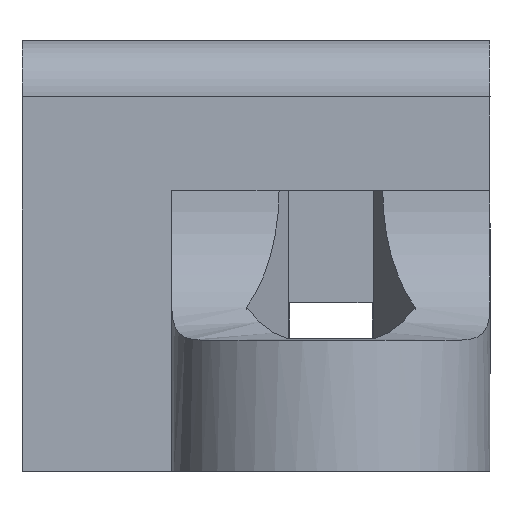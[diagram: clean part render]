
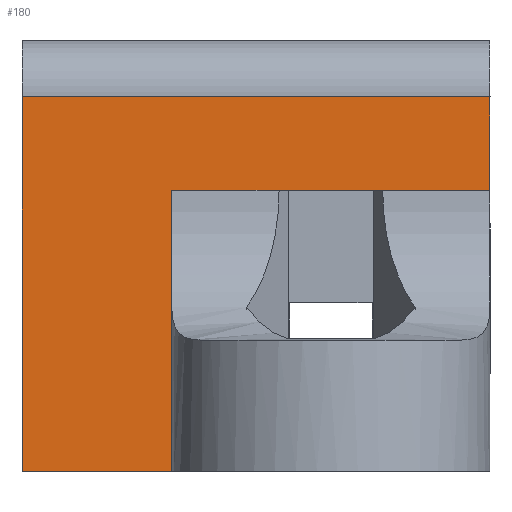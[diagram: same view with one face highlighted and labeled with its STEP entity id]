
A CAD part, left-side view. The second image highlights one B-rep face of the part: STEP entity #180.
In plain terms, the highlighted free-form (B-spline) face has degree [1, 1] with [2, 2] control points.
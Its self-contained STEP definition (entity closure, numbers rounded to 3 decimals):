
#103 = VERTEX_POINT('',#104);
#104 = CARTESIAN_POINT('',(-9.055,-5.131,
    9.055));
#110 = EDGE_CURVE('',#103,#111,#113,.T.);
#111 = VERTEX_POINT('',#112);
#112 = CARTESIAN_POINT('',(-9.055,-5.131,
    12.073));
#113 = B_SPLINE_CURVE_WITH_KNOTS('',1,(#114,#115),.UNSPECIFIED.,.F.,.F.,
  (2,2),(0.,2.5),.PIECEWISE_BEZIER_KNOTS.);
#114 = CARTESIAN_POINT('',(-9.055,-5.131,
    9.055));
#115 = CARTESIAN_POINT('',(-9.055,-5.131,
    12.073));
#160 = VERTEX_POINT('',#161);
#161 = CARTESIAN_POINT('',(-9.055,9.96,
    12.073));
#167 = EDGE_CURVE('',#160,#111,#168,.T.);
#168 = B_SPLINE_CURVE_WITH_KNOTS('',1,(#169,#170),.UNSPECIFIED.,.F.,.F.,
  (2,2),(0.,12.5),.PIECEWISE_BEZIER_KNOTS.);
#169 = CARTESIAN_POINT('',(-9.055,9.96,
    12.073));
#170 = CARTESIAN_POINT('',(-9.055,-5.131,
    12.073));
#180 = ADVANCED_FACE('',(#181),#225,.T.);
#181 = FACE_BOUND('',#182,.T.);
#182 = EDGE_LOOP('',(#183,#184,#185,#192,#199,#206,#213,#220));
#183 = ORIENTED_EDGE('',*,*,#110,.T.);
#184 = ORIENTED_EDGE('',*,*,#167,.F.);
#185 = ORIENTED_EDGE('',*,*,#186,.F.);
#186 = EDGE_CURVE('',#187,#160,#189,.T.);
#187 = VERTEX_POINT('',#188);
#188 = CARTESIAN_POINT('',(-9.055,9.96,0.));
#189 = B_SPLINE_CURVE_WITH_KNOTS('',1,(#190,#191),.UNSPECIFIED.,.F.,.F.,
  (2,2),(0.,10.),.PIECEWISE_BEZIER_KNOTS.);
#190 = CARTESIAN_POINT('',(-9.055,9.96,0.));
#191 = CARTESIAN_POINT('',(-9.055,9.96,
    12.073));
#192 = ORIENTED_EDGE('',*,*,#193,.T.);
#193 = EDGE_CURVE('',#187,#194,#196,.T.);
#194 = VERTEX_POINT('',#195);
#195 = CARTESIAN_POINT('',(-9.055,5.131,0.));
#196 = B_SPLINE_CURVE_WITH_KNOTS('',1,(#197,#198),.UNSPECIFIED.,.F.,.F.,
  (2,2),(0.,4.),.PIECEWISE_BEZIER_KNOTS.);
#197 = CARTESIAN_POINT('',(-9.055,9.96,0.));
#198 = CARTESIAN_POINT('',(-9.055,5.131,0.));
#199 = ORIENTED_EDGE('',*,*,#200,.T.);
#200 = EDGE_CURVE('',#194,#201,#203,.T.);
#201 = VERTEX_POINT('',#202);
#202 = CARTESIAN_POINT('',(-9.055,5.131,9.055
    ));
#203 = B_SPLINE_CURVE_WITH_KNOTS('',1,(#204,#205),.UNSPECIFIED.,.F.,.F.,
  (2,2),(0.,7.5),.PIECEWISE_BEZIER_KNOTS.);
#204 = CARTESIAN_POINT('',(-9.055,5.131,0.));
#205 = CARTESIAN_POINT('',(-9.055,5.131,9.055
    ));
#206 = ORIENTED_EDGE('',*,*,#207,.F.);
#207 = EDGE_CURVE('',#208,#201,#210,.T.);
#208 = VERTEX_POINT('',#209);
#209 = CARTESIAN_POINT('',(-9.055,1.671,9.055
    ));
#210 = B_SPLINE_CURVE_WITH_KNOTS('',1,(#211,#212),.UNSPECIFIED.,.F.,.F.,
  (2,2),(5.634,8.5),.PIECEWISE_BEZIER_KNOTS.);
#211 = CARTESIAN_POINT('',(-9.055,1.671,9.055
    ));
#212 = CARTESIAN_POINT('',(-9.055,5.131,9.055
    ));
#213 = ORIENTED_EDGE('',*,*,#214,.F.);
#214 = EDGE_CURVE('',#215,#208,#217,.T.);
#215 = VERTEX_POINT('',#216);
#216 = CARTESIAN_POINT('',(-9.055,-1.671,
    9.055));
#217 = B_SPLINE_CURVE_WITH_KNOTS('',1,(#218,#219),.UNSPECIFIED.,.F.,.F.,
  (2,2),(2.866,5.634),.PIECEWISE_BEZIER_KNOTS.);
#218 = CARTESIAN_POINT('',(-9.055,-1.671,
    9.055));
#219 = CARTESIAN_POINT('',(-9.055,1.671,9.055
    ));
#220 = ORIENTED_EDGE('',*,*,#221,.F.);
#221 = EDGE_CURVE('',#103,#215,#222,.T.);
#222 = B_SPLINE_CURVE_WITH_KNOTS('',1,(#223,#224),.UNSPECIFIED.,.F.,.F.,
  (2,2),(0.,2.866),.PIECEWISE_BEZIER_KNOTS.);
#223 = CARTESIAN_POINT('',(-9.055,-5.131,
    9.055));
#224 = CARTESIAN_POINT('',(-9.055,-1.671,
    9.055));
#225 = B_SPLINE_SURFACE_WITH_KNOTS('',1,1,(
    (#226,#227)
    ,(#228,#229
    )),.UNSPECIFIED.,.F.,.F.,.F.,(2,2),(2,2),(-2.922,7.078),(
    -4.922,7.578),.PIECEWISE_BEZIER_KNOTS.);
#226 = CARTESIAN_POINT('',(-9.055,9.96,
    12.073));
#227 = CARTESIAN_POINT('',(-9.055,-5.131,
    12.073));
#228 = CARTESIAN_POINT('',(-9.055,9.96,0.));
#229 = CARTESIAN_POINT('',(-9.055,-5.131,0.));
